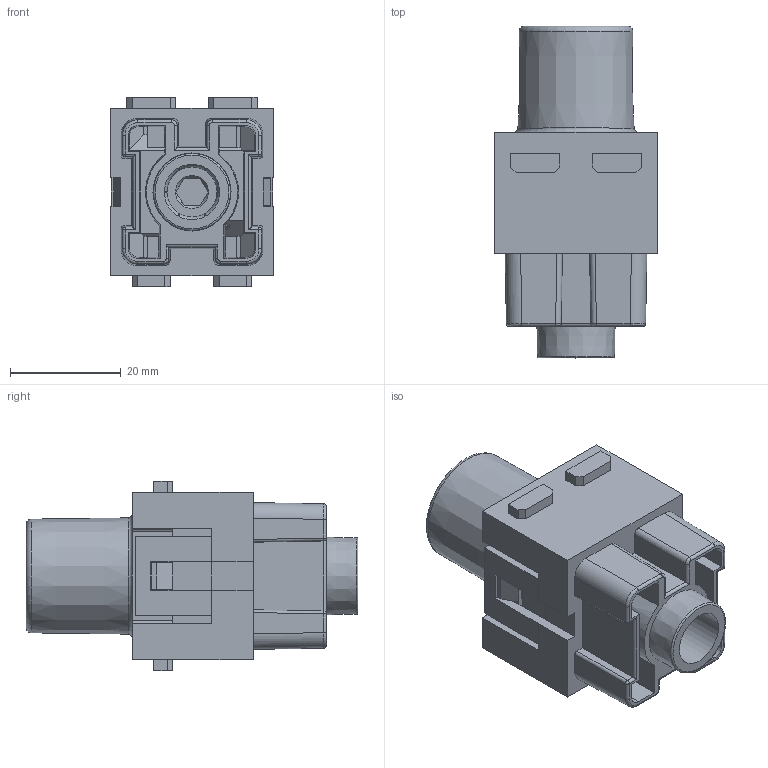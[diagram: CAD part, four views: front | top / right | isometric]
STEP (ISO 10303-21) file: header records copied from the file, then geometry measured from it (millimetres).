
FILE_DESCRIPTION(/* description */ (''),/* implementation_level */ '2;1');
FILE_NAME(/* name */ 'H2MK-001.1-F.stp',/* time_stamp */ '2023-02-08T23:55:22+08:00',/* author */ (''),/* organization */ (''),/* preprocessor_version */ 'ST-DEVELOPER v16',/* originating_system */ 'SIEMENS PLM Software NX 10.0',/* authorisation */ '');
FILE_SCHEMA (('AP203_CONFIGURATION_CONTROLLED_3D_DESIGN_OF_MECHANICAL_PARTS_AND_ASSEMBLIES_MIM_LF { 1 0 10303 403 2 1 2}'));
Length unit declared in the file: millimetre
Products named in the file (1): Admi0A2C26ACroo0
Bounding box: 29.3 x 59.9 x 34.2 mm (x, y, z)
Volume: 22074.1 mm3; surface area: 23246.8 mm2
Topology: 1 solids, 1 shells, 479 faces, 1382 edges, 879 vertices
Faces by surface type: plane 283, cylinder 108, cone 51, torus 20, bspline 13, sphere 4
Full cylindrical faces by diameter (mm): 5.4 x4, 5.6 x4, 6 x1, 8 x2, 9.3 x2, 9.4 x1, 10 x4, 12 x2, 13 x1, 15.5 x1, 16 x1, 18 x1, 20 x1
Entity records: 19381 total; most frequent: CARTESIAN_POINT 7147, ORIENTED_EDGE 2538, DIRECTION 2525, EDGE_CURVE 1269, AXIS2_PLACEMENT_3D 899, VERTEX_POINT 836, LINE 727, VECTOR 727
